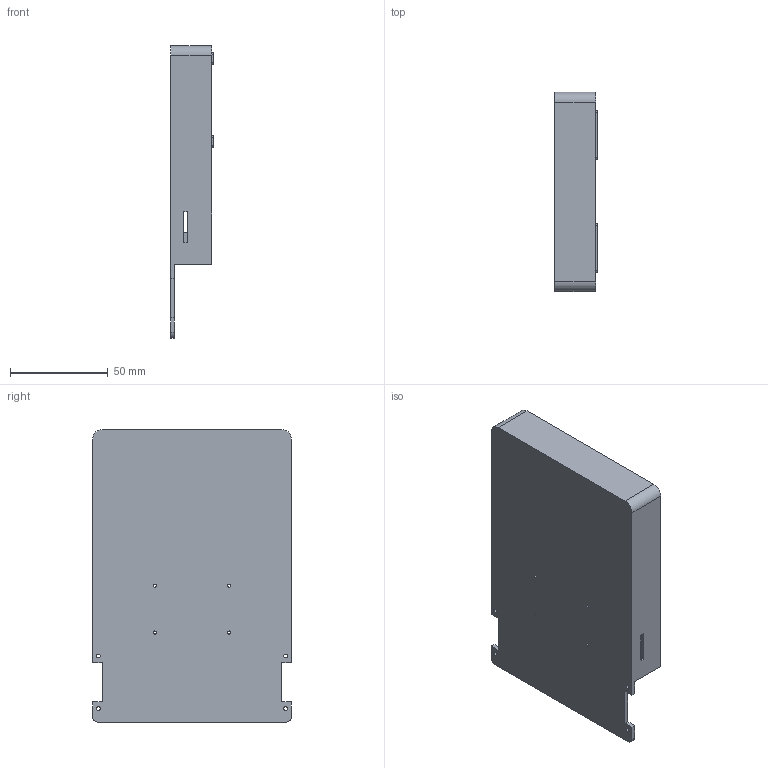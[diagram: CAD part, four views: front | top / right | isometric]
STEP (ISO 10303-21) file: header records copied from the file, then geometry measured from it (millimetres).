
FILE_DESCRIPTION(/* description */ (''),/* implementation_level */ '2;1');
FILE_NAME(/* name */ 'chassis v45.step',/* time_stamp */ '2024-07-19T21:34:31+09:00',/* author */ (''),/* organization */ (''),/* preprocessor_version */ 'ST-DEVELOPER v20',/* originating_system */ 'Autodesk Translation Framework v13.14.0.145',/* authorisation */ '');
FILE_SCHEMA (('AUTOMOTIVE_DESIGN { 1 0 10303 214 3 1 1 }'));
Length unit declared in the file: millimetre
Products named in the file (1): chassis
Bounding box: 22 x 102 x 150 mm (x, y, z)
Volume: 53774.1 mm3; surface area: 48745.2 mm2
Topology: 1 solids, 1 shells, 211 faces, 514 edges, 306 vertices
Faces by surface type: cylinder 98, plane 78, bspline 26, torus 9
Full cylindrical faces by diameter (mm): 1.5 x2, 1.623 x13, 2 x4, 4.2 x4
Entity records: 6720 total; most frequent: CARTESIAN_POINT 1712, DIRECTION 1077, ORIENTED_EDGE 996, EDGE_CURVE 498, AXIS2_PLACEMENT_3D 401, VERTEX_POINT 306, LINE 275, VECTOR 275
